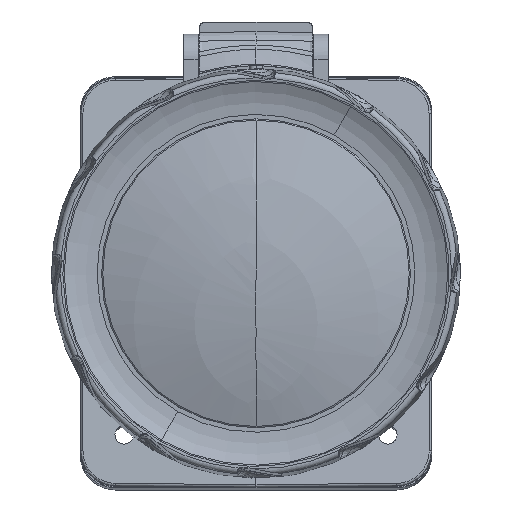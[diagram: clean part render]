
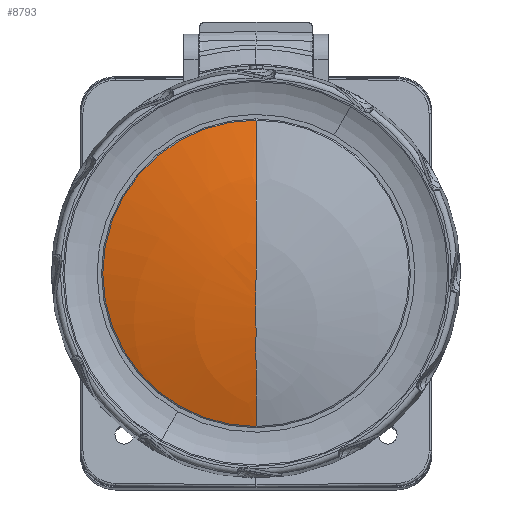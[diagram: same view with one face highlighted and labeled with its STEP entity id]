
A CAD part, front view. The second image highlights one B-rep face of the part: STEP entity #8793.
In plain terms, the highlighted spherical face has radius 117.911 mm.
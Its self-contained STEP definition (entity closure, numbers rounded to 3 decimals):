
#2=CARTESIAN_POINT('',(0.,-10.447,34.869));
#3=CARTESIAN_POINT('',(0.,-11.02,33.02));
#4=CARTESIAN_POINT('',(0.,-12.01,29.498));
#5=CARTESIAN_POINT('',(0.,-13.107,24.828));
#6=CARTESIAN_POINT('',(0.,-13.922,20.647));
#7=CARTESIAN_POINT('',(0.,-14.521,16.903));
#8=CARTESIAN_POINT('',(0.,-14.956,13.54));
#9=CARTESIAN_POINT('',(0.,-15.263,10.51));
#10=CARTESIAN_POINT('',(0.,-15.474,7.775));
#11=CARTESIAN_POINT('',(0.,-15.61,5.301));
#12=CARTESIAN_POINT('',(0.,-15.687,3.074));
#13=CARTESIAN_POINT('',(0.,-15.721,
1.081));
#14=CARTESIAN_POINT('',(0.,-15.723,
-0.69));
#15=CARTESIAN_POINT('',(0.,-15.703,
-2.252));
#16=CARTESIAN_POINT('',(0.,-15.668,
-3.62));
#17=CARTESIAN_POINT('',(0.,-15.625,
-4.81));
#18=CARTESIAN_POINT('',(0.,-15.577,
-5.849));
#19=CARTESIAN_POINT('',(0.,-15.527,
-6.787));
#20=CARTESIAN_POINT('',(0.,-15.472,
-7.671));
#21=CARTESIAN_POINT('',(0.,-15.413,
-8.529));
#22=CARTESIAN_POINT('',(0.,-15.348,
-9.387));
#23=CARTESIAN_POINT('',(0.,-15.275,
-10.257));
#24=CARTESIAN_POINT('',(0.,-15.195,
-11.139));
#25=CARTESIAN_POINT('',(0.,-15.108,
-12.022));
#26=CARTESIAN_POINT('',(0.,-15.015,
-12.893));
#27=CARTESIAN_POINT('',(0.,-14.918,
-13.75));
#28=CARTESIAN_POINT('',(0.,-14.814,
-14.603));
#29=CARTESIAN_POINT('',(0.,-14.703,
-15.473));
#30=CARTESIAN_POINT('',(0.,-14.578,-16.39));
#31=CARTESIAN_POINT('',(0.,-14.433,
-17.392));
#32=CARTESIAN_POINT('',(0.,-14.258,-18.533));
#33=CARTESIAN_POINT('',(0.,-14.042,
-19.845));
#34=CARTESIAN_POINT('',(0.,-13.778,-21.339));
#35=CARTESIAN_POINT('',(0.,-13.455,
-23.029));
#36=CARTESIAN_POINT('',(0.,-13.062,-24.928));
#37=CARTESIAN_POINT('',(0.,-12.585,
-27.045));
#38=CARTESIAN_POINT('',(0.,-12.009,-29.391));
#39=CARTESIAN_POINT('',(-0.001,-11.315,
-31.972));
#40=CARTESIAN_POINT('',(0.001,-10.755,-33.876));
#41=CARTESIAN_POINT('',(0.,-10.447,
-34.869));
#7585=CARTESIAN_POINT('',(0.,-10.447,0.));
#7586=DIRECTION('',(0.,-1.,0.));
#7587=DIRECTION('',(0.,0.,1.));
#7588=AXIS2_PLACEMENT_3D('',#7585,#7586,#7587);
#7671=VERTEX_POINT('',#2);
#7672=VERTEX_POINT('',#41);
#8782=CARTESIAN_POINT('',(0.,102.19,
0.));
#8783=DIRECTION('',(0.052,-0.994,-0.095));
#8784=DIRECTION('',(0.477,0.108,-0.872));
#8785=AXIS2_PLACEMENT_3D('',#8782,#8783,#8784);
#8786=SPHERICAL_SURFACE('',#8785,117.911);
#8788=ORIENTED_EDGE('',*,*,#8787,.T.);
#8790=ORIENTED_EDGE('',*,*,#8789,.F.);
#8791=EDGE_LOOP('',(#8788,#8790));
#8792=FACE_OUTER_BOUND('',#8791,.F.);
#8793=ADVANCED_FACE('',(#8792),#8786,.T.);
#42=B_SPLINE_CURVE_WITH_KNOTS('',3,(#2,#3,#4,#5,#6,#7,#8,#9,#10,#11,#12,#13,#14,
#15,#16,#17,#18,#19,#20,#21,#22,#23,#24,#25,#26,#27,#28,#29,#30,#31,#32,#33,#34,
#35,#36,#37,#38,#39,#40,#41),.UNSPECIFIED.,.F.,.F.,(4,1,1,1,1,1,1,1,1,1,1,1,1,1,
1,1,1,1,1,1,1,1,1,1,1,1,1,1,1,1,1,1,1,1,1,1,1,4),(0.,0.027,
0.054,0.081,0.108,0.135,
0.162,0.189,0.216,0.243,
0.27,0.297,0.324,0.351,
0.378,0.405,0.432,0.459,
0.486,0.514,0.541,0.568,
0.595,0.622,0.649,0.676,
0.703,0.73,0.757,0.784,
0.811,0.838,0.865,0.892,
0.919,0.946,0.973,1.),.UNSPECIFIED.);
#7589=CIRCLE('',#7588,34.869);
#8787=EDGE_CURVE('',#7671,#7672,#42,.T.);
#8789=EDGE_CURVE('',#7671,#7672,#7589,.T.);
